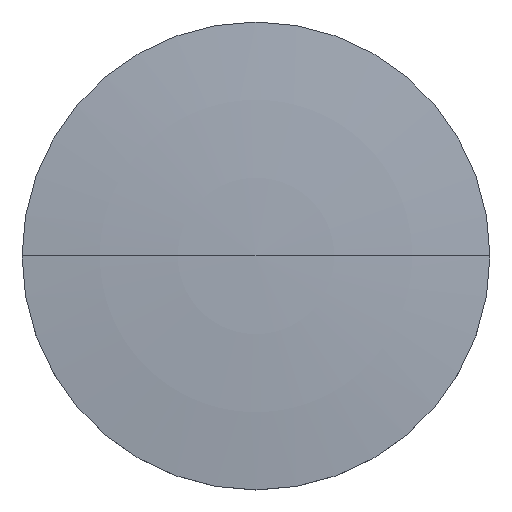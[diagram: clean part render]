
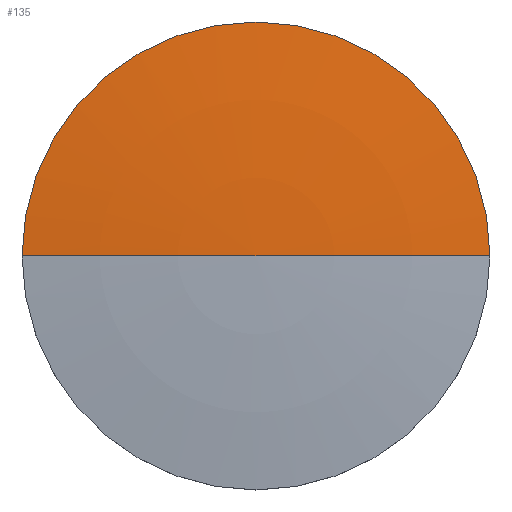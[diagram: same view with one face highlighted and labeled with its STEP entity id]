
A CAD part, top view. The second image highlights one B-rep face of the part: STEP entity #135.
In plain terms, the highlighted toroidal (fillet/blend) face has major radius 0.03 mm and minor radius 115.02 mm.
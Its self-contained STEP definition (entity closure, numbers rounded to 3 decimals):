
#1 = CIRCLE ( 'NONE', #6, 115.02 ) ;
#6 = AXIS2_PLACEMENT_3D ( 'NONE', #89, #77, #70 ) ;
#15 = ORIENTED_EDGE ( 'NONE', *, *, #20, .F. ) ;
#16 = AXIS2_PLACEMENT_3D ( 'NONE', #131, #174, #139 ) ;
#20 = EDGE_CURVE ( 'NONE', #134, #75, #1, .T. ) ;
#25 = EDGE_CURVE ( 'NONE', #134, #201, #169, .T. ) ;
#32 = AXIS2_PLACEMENT_3D ( 'NONE', #98, #41, #74 ) ;
#36 = FACE_OUTER_BOUND ( 'NONE', #186, .T. ) ;
#39 = ORIENTED_EDGE ( 'NONE', *, *, #147, .T. ) ;
#41 = DIRECTION ( 'NONE',  ( 0., 0., 1. ) ) ;
#59 = CARTESIAN_POINT ( 'NONE',  ( 0., 0., 1.35 ) ) ;
#70 = DIRECTION ( 'NONE',  ( 0., 0., -1. ) ) ;
#74 = DIRECTION ( 'NONE',  ( 1., 0., 0. ) ) ;
#75 = VERTEX_POINT ( 'NONE', #59 ) ;
#77 = DIRECTION ( 'NONE',  ( 0., -1., 0. ) ) ;
#89 = CARTESIAN_POINT ( 'NONE',  ( 0.03, 0., -113.67 ) ) ;
#98 = CARTESIAN_POINT ( 'NONE',  ( 0., 0., 0.65 ) ) ;
#108 = ORIENTED_EDGE ( 'NONE', *, *, #25, .T. ) ;
#125 = CIRCLE ( 'NONE', #171, 115.02 ) ;
#126 = DIRECTION ( 'NONE',  ( 0., 1., 0. ) ) ;
#131 = CARTESIAN_POINT ( 'NONE',  ( 0., 0., -113.67 ) ) ;
#134 = VERTEX_POINT ( 'NONE', #170 ) ;
#135 = ADVANCED_FACE ( 'NONE', ( #36 ), #149, .T. ) ;
#139 = DIRECTION ( 'NONE',  ( 1., 0., 0. ) ) ;
#144 = DIRECTION ( 'NONE',  ( -1., 0., 0. ) ) ;
#147 = EDGE_CURVE ( 'NONE', #201, #75, #125, .T. ) ;
#148 = CARTESIAN_POINT ( 'NONE',  ( -0.03, 0., -113.67 ) ) ;
#149 = TOROIDAL_SURFACE ( 'NONE', #16, 0.03, 115.02 ) ;
#169 = CIRCLE ( 'NONE', #32, 12.7 ) ;
#170 = CARTESIAN_POINT ( 'NONE',  ( 12.7, 0., 0.65 ) ) ;
#171 = AXIS2_PLACEMENT_3D ( 'NONE', #148, #126, #144 ) ;
#174 = DIRECTION ( 'NONE',  ( 0., 0., 1. ) ) ;
#177 = CARTESIAN_POINT ( 'NONE',  ( -12.7, 0., 0.65 ) ) ;
#186 = EDGE_LOOP ( 'NONE', ( #108, #39, #15 ) ) ;
#201 = VERTEX_POINT ( 'NONE', #177 ) ;
